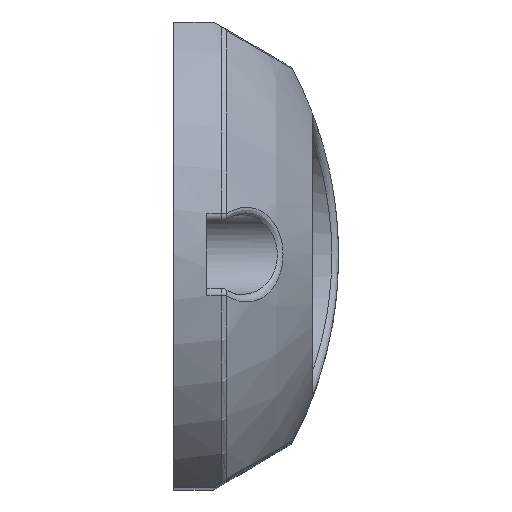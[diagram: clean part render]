
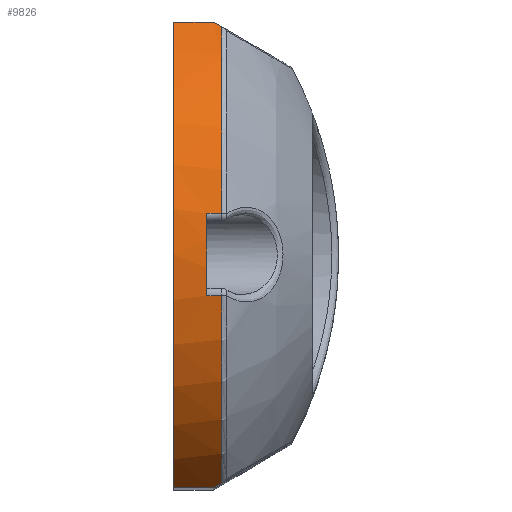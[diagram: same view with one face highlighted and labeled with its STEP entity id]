
A CAD part, top view. The second image highlights one B-rep face of the part: STEP entity #9826.
In plain terms, the highlighted cylindrical face has radius 21 mm (diameter 42 mm), a partial arc.
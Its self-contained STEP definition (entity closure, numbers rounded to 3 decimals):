
#105 = VERTEX_POINT ( 'NONE', #10078 ) ;
#125 = FACE_OUTER_BOUND ( 'NONE', #8413, .T. ) ;
#380 = CARTESIAN_POINT ( 'NONE',  ( 11.004, 180.733, 126.955 ) ) ;
#642 = CYLINDRICAL_SURFACE ( 'NONE', #2911, 21. ) ;
#849 = CARTESIAN_POINT ( 'NONE',  ( 7.6, 198., 115. ) ) ;
#943 = VERTEX_POINT ( 'NONE', #4327 ) ;
#1237 = ORIENTED_EDGE ( 'NONE', *, *, #6749, .T. ) ;
#1503 = VERTEX_POINT ( 'NONE', #3675 ) ;
#1790 = DIRECTION ( 'NONE',  ( 1., 0., 0. ) ) ;
#1828 = DIRECTION ( 'NONE',  ( 0., 0., 1. ) ) ;
#1926 = CARTESIAN_POINT ( 'NONE',  ( 11.213, 194.911, 135.772 ) ) ;
#2046 = CARTESIAN_POINT ( 'NONE',  ( 10.1, 201.089, 135.772 ) ) ;
#2505 = VECTOR ( 'NONE', #3815, 1000. ) ;
#2575 = VERTEX_POINT ( 'NONE', #3118 ) ;
#2682 = LINE ( 'NONE', #2872, #2505 ) ;
#2717 = LINE ( 'NONE', #4481, #8986 ) ;
#2757 = AXIS2_PLACEMENT_3D ( 'NONE', #10925, #7919, #9926 ) ;
#2828 = VERTEX_POINT ( 'NONE', #6624 ) ;
#2872 = CARTESIAN_POINT ( 'NONE',  ( 7.6, 201.089, 135.772 ) ) ;
#2911 = AXIS2_PLACEMENT_3D ( 'NONE', #6490, #3960, #8667 ) ;
#3118 = CARTESIAN_POINT ( 'NONE',  ( 7.6, 215.5, 126.608 ) ) ;
#3675 = CARTESIAN_POINT ( 'NONE',  ( 10.6, 215.5, 126.608 ) ) ;
#3815 = DIRECTION ( 'NONE',  ( 1., 0., 0. ) ) ;
#3862 = DIRECTION ( 'NONE',  ( 0., 0., -1. ) ) ;
#3960 = DIRECTION ( 'NONE',  ( 1., 0., 0. ) ) ;
#4327 = CARTESIAN_POINT ( 'NONE',  ( 10.1, 194.911, 135.772 ) ) ;
#4353 = CARTESIAN_POINT ( 'NONE',  ( 10.8, 215.385, 126.782 ) ) ;
#4481 = CARTESIAN_POINT ( 'NONE',  ( 7.6, 180.5, 126.608 ) ) ;
#4509 = CARTESIAN_POINT ( 'NONE',  ( 7.6, 215.5, 126.608 ) ) ;
#4564 = EDGE_CURVE ( 'NONE', #7906, #943, #8673, .T. ) ;
#4645 = CARTESIAN_POINT ( 'NONE',  ( 11.213, 201.089, 135.772 ) ) ;
#4772 = CIRCLE ( 'NONE', #2757, 21. ) ;
#4825 = ORIENTED_EDGE ( 'NONE', *, *, #5511, .F. ) ;
#4978 = CIRCLE ( 'NONE', #5379, 21. ) ;
#5036 = VERTEX_POINT ( 'NONE', #4645 ) ;
#5315 = CIRCLE ( 'NONE', #11123, 21. ) ;
#5363 = CARTESIAN_POINT ( 'NONE',  ( 11.213, 215.146, 127.125 ) ) ;
#5379 = AXIS2_PLACEMENT_3D ( 'NONE', #849, #7698, #3862 ) ;
#5439 = EDGE_CURVE ( 'NONE', #9600, #943, #8850, .T. ) ;
#5511 = EDGE_CURVE ( 'NONE', #6248, #2828, #2717, .T. ) ;
#5575 = VECTOR ( 'NONE', #11085, 1000. ) ;
#5634 = ORIENTED_EDGE ( 'NONE', *, *, #5439, .T. ) ;
#5896 = CARTESIAN_POINT ( 'NONE',  ( 7.6, 194.911, 135.772 ) ) ;
#6129 = ORIENTED_EDGE ( 'NONE', *, *, #6361, .T. ) ;
#6248 = VERTEX_POINT ( 'NONE', #7975 ) ;
#6361 = EDGE_CURVE ( 'NONE', #2575, #2828, #4978, .T. ) ;
#6388 = CARTESIAN_POINT ( 'NONE',  ( 10.6, 180.5, 126.608 ) ) ;
#6427 = CARTESIAN_POINT ( 'NONE',  ( 11.213, 180.854, 127.125 ) ) ;
#6490 = CARTESIAN_POINT ( 'NONE',  ( 7.6, 198., 115. ) ) ;
#6526 = ORIENTED_EDGE ( 'NONE', *, *, #4564, .F. ) ;
#6624 = CARTESIAN_POINT ( 'NONE',  ( 7.6, 180.5, 126.608 ) ) ;
#6749 = EDGE_CURVE ( 'NONE', #5036, #105, #4772, .T. ) ;
#6803 = DIRECTION ( 'NONE',  ( -1., 0., 0. ) ) ;
#6973 = EDGE_CURVE ( 'NONE', #2575, #1503, #10417, .T. ) ;
#6997 = ORIENTED_EDGE ( 'NONE', *, *, #6973, .F. ) ;
#7246 = CARTESIAN_POINT ( 'NONE',  ( 10.1, 198., 115. ) ) ;
#7463 =( BOUNDED_CURVE ( )  B_SPLINE_CURVE ( 3, ( #10200, #4353, #10140, #5363 ),
 .UNSPECIFIED., .F., .T. ) 
 B_SPLINE_CURVE_WITH_KNOTS ( ( 4, 4 ),
 ( 3.727, 3.757 ),
 .UNSPECIFIED. ) 
 CURVE ( )  GEOMETRIC_REPRESENTATION_ITEM ( )  RATIONAL_B_SPLINE_CURVE ( ( 1., 1., 1., 1. ) ) 
 REPRESENTATION_ITEM ( '' )  );
#7572 = EDGE_CURVE ( 'NONE', #1503, #105, #7463, .T. ) ;
#7698 = DIRECTION ( 'NONE',  ( 1., 0., 0. ) ) ;
#7754 = CARTESIAN_POINT ( 'NONE',  ( 11.213, 198., 115. ) ) ;
#7906 = VERTEX_POINT ( 'NONE', #2046 ) ;
#7919 = DIRECTION ( 'NONE',  ( -1., 0., 0. ) ) ;
#7975 = CARTESIAN_POINT ( 'NONE',  ( 10.6, 180.5, 126.608 ) ) ;
#8359 = VERTEX_POINT ( 'NONE', #6427 ) ;
#8413 = EDGE_LOOP ( 'NONE', ( #11226, #9900, #5634, #6526, #11834, #1237, #12147, #6997, #6129, #4825 ) ) ;
#8667 = DIRECTION ( 'NONE',  ( 0., 0., -1. ) ) ;
#8673 = CIRCLE ( 'NONE', #11090, 21. ) ;
#8760 =( BOUNDED_CURVE ( )  B_SPLINE_CURVE ( 3, ( #6388, #9870, #380, #11879 ),
 .UNSPECIFIED., .F., .T. ) 
 B_SPLINE_CURVE_WITH_KNOTS ( ( 4, 4 ),
 ( 3.727, 3.757 ),
 .UNSPECIFIED. ) 
 CURVE ( )  GEOMETRIC_REPRESENTATION_ITEM ( )  RATIONAL_B_SPLINE_CURVE ( ( 1., 1., 1., 1. ) ) 
 REPRESENTATION_ITEM ( '' )  );
#8850 = LINE ( 'NONE', #5896, #5575 ) ;
#8986 = VECTOR ( 'NONE', #11324, 1000. ) ;
#9334 = EDGE_CURVE ( 'NONE', #8359, #9600, #5315, .T. ) ;
#9600 = VERTEX_POINT ( 'NONE', #1926 ) ;
#9826 = ADVANCED_FACE ( 'NONE', ( #125 ), #642, .T. ) ;
#9870 = CARTESIAN_POINT ( 'NONE',  ( 10.8, 180.615, 126.782 ) ) ;
#9900 = ORIENTED_EDGE ( 'NONE', *, *, #9334, .T. ) ;
#9926 = DIRECTION ( 'NONE',  ( 0., 0., 1. ) ) ;
#10078 = CARTESIAN_POINT ( 'NONE',  ( 11.213, 215.146, 127.125 ) ) ;
#10140 = CARTESIAN_POINT ( 'NONE',  ( 11.004, 215.267, 126.955 ) ) ;
#10200 = CARTESIAN_POINT ( 'NONE',  ( 10.6, 215.5, 126.608 ) ) ;
#10246 = EDGE_CURVE ( 'NONE', #7906, #5036, #2682, .T. ) ;
#10417 = LINE ( 'NONE', #4509, #11307 ) ;
#10925 = CARTESIAN_POINT ( 'NONE',  ( 11.213, 198., 115. ) ) ;
#11085 = DIRECTION ( 'NONE',  ( -1., 0., 0. ) ) ;
#11090 = AXIS2_PLACEMENT_3D ( 'NONE', #7246, #11199, #12020 ) ;
#11123 = AXIS2_PLACEMENT_3D ( 'NONE', #7754, #6803, #1828 ) ;
#11199 = DIRECTION ( 'NONE',  ( 1., 0., 0. ) ) ;
#11226 = ORIENTED_EDGE ( 'NONE', *, *, #11483, .T. ) ;
#11307 = VECTOR ( 'NONE', #1790, 1000. ) ;
#11324 = DIRECTION ( 'NONE',  ( -1., 0., 0. ) ) ;
#11483 = EDGE_CURVE ( 'NONE', #6248, #8359, #8760, .T. ) ;
#11834 = ORIENTED_EDGE ( 'NONE', *, *, #10246, .T. ) ;
#11879 = CARTESIAN_POINT ( 'NONE',  ( 11.213, 180.854, 127.125 ) ) ;
#12020 = DIRECTION ( 'NONE',  ( 0., 1., 0. ) ) ;
#12147 = ORIENTED_EDGE ( 'NONE', *, *, #7572, .F. ) ;
